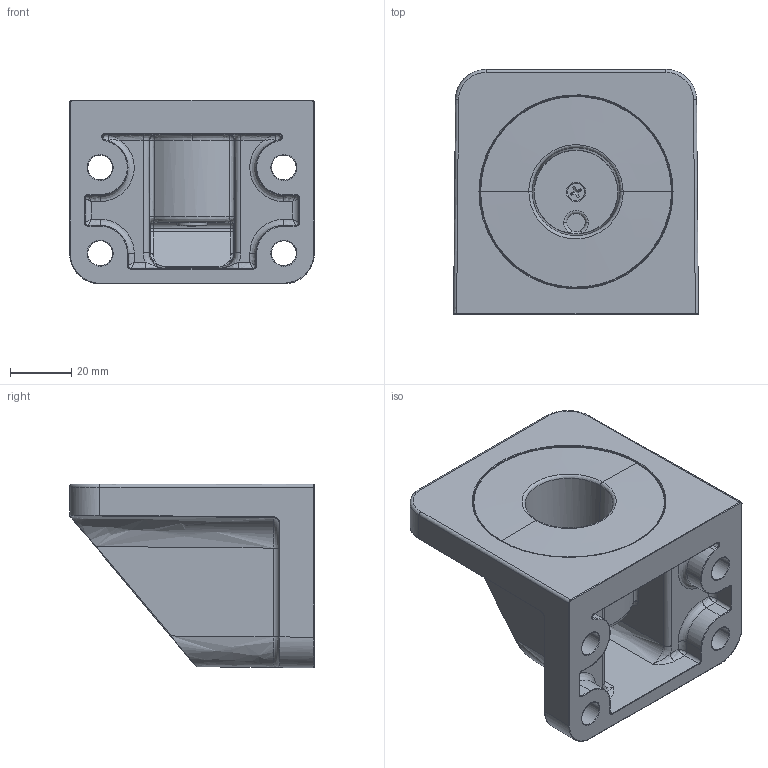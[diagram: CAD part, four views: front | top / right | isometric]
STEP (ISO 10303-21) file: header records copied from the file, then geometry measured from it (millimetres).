
FILE_DESCRIPTION(/* description */ (''),/* implementation_level */ '2;1');
FILE_NAME(/* name */ 'YG80(B)_Strike',/* time_stamp */ '2025-03-26T21:18:50+13:00',/* author */ (''),/* organization */ (''),/* preprocessor_version */ 'ST-DEVELOPER v15',/* originating_system */ '',/* authorisation */ '');
FILE_SCHEMA (('CONFIG_CONTROL_DESIGN'));
Length unit declared in the file: millimetre
Products named in the file (1): Document
Bounding box: 80 x 80 x 60 mm (x, y, z)
Volume: 124242 mm3; surface area: 51859.6 mm2
Topology: 4 solids, 4 shells, 405 faces, 961 edges, 551 vertices
Faces by surface type: bspline 343, plane 62
Entity records: 23575 total; most frequent: CARTESIAN_POINT 18478, ORIENTED_EDGE 1882, EDGE_CURVE 941, VERTEX_POINT 551, EDGE_LOOP 428, ADVANCED_FACE 405, FACE_OUTER_BOUND 405, B_SPLINE_CURVE_WITH_KNOTS 178
